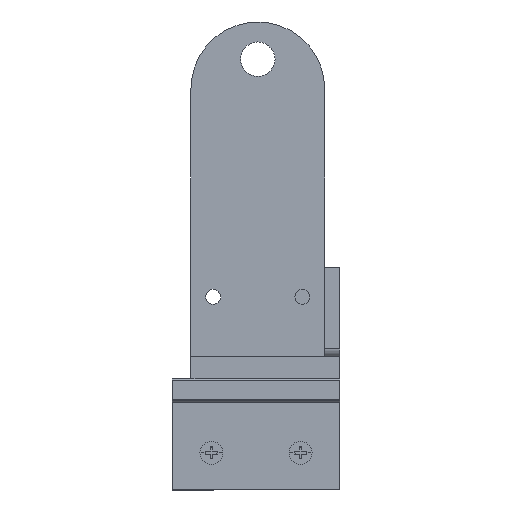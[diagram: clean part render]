
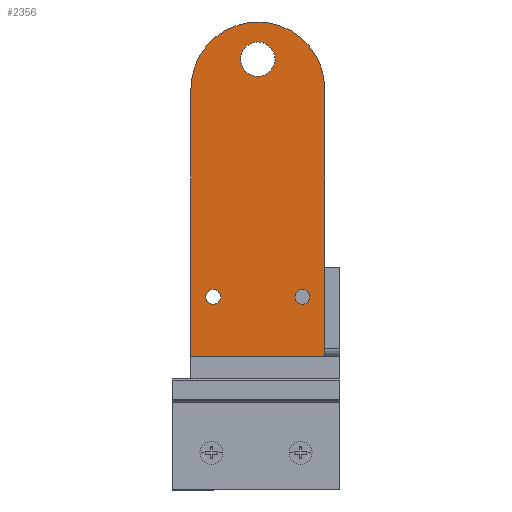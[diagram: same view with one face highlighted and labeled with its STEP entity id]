
A CAD part, left-side view. The second image highlights one B-rep face of the part: STEP entity #2356.
In plain terms, the highlighted face is planar.
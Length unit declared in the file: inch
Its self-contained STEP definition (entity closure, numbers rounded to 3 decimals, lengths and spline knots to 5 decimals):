
#166 = PLANE ( 'NONE',  #5423 ) ;
#223 = CARTESIAN_POINT ( 'NONE',  ( 4.5, 1.125, 0.375 ) ) ;
#519 = EDGE_CURVE ( 'NONE', #3593, #5694, #5278, .T. ) ;
#535 = EDGE_CURVE ( 'NONE', #996, #5093, #1869, .T. ) ;
#651 = CARTESIAN_POINT ( 'NONE',  ( 4.71095, 1.125, 0.375 ) ) ;
#653 = EDGE_LOOP ( 'NONE', ( #1186, #3724 ) ) ;
#767 = DIRECTION ( 'NONE',  ( -1., 0., 0. ) ) ;
#947 = VERTEX_POINT ( 'NONE', #651 ) ;
#996 = VERTEX_POINT ( 'NONE', #2062 ) ;
#1005 = CIRCLE ( 'NONE', #5016, 0.125 ) ;
#1088 = DIRECTION ( 'NONE',  ( 0., 0., 1. ) ) ;
#1101 = CARTESIAN_POINT ( 'NONE',  ( 4.5, 1.125, 0.375 ) ) ;
#1143 = ORIENTED_EDGE ( 'NONE', *, *, #3897, .T. ) ;
#1162 = DIRECTION ( 'NONE',  ( 1., 0., 0. ) ) ;
#1186 = ORIENTED_EDGE ( 'NONE', *, *, #2078, .F. ) ;
#1244 = EDGE_LOOP ( 'NONE', ( #3087, #3948 ) ) ;
#1513 = DIRECTION ( 'NONE',  ( 1., 0., 0. ) ) ;
#1578 = FACE_OUTER_BOUND ( 'NONE', #5957, .T. ) ;
#1633 = DIRECTION ( 'NONE',  ( -1., 0., 0. ) ) ;
#1735 = EDGE_CURVE ( 'NONE', #947, #2420, #4860, .T. ) ;
#1869 = LINE ( 'NONE', #5357, #6098 ) ;
#1905 = DIRECTION ( 'NONE',  ( -1., 0., 0. ) ) ;
#1913 = AXIS2_PLACEMENT_3D ( 'NONE', #4308, #2877, #3891 ) ;
#1937 = CARTESIAN_POINT ( 'NONE',  ( 1., 1.875, 0.375 ) ) ;
#2062 = CARTESIAN_POINT ( 'NONE',  ( 4.5, 2.25, 0.375 ) ) ;
#2078 = EDGE_CURVE ( 'NONE', #5694, #3593, #3153, .T. ) ;
#2090 = CARTESIAN_POINT ( 'NONE',  ( 4.5, 0., 0.375 ) ) ;
#2281 = VECTOR ( 'NONE', #4004, 39.37008 ) ;
#2282 = VERTEX_POINT ( 'NONE', #2090 ) ;
#2356 = ADVANCED_FACE ( 'NONE', ( #6029, #3033, #4107, #1578 ), #166, .F. ) ;
#2419 = DIRECTION ( 'NONE',  ( 1., 0., 0. ) ) ;
#2420 = VERTEX_POINT ( 'NONE', #3668 ) ;
#2456 = EDGE_LOOP ( 'NONE', ( #5688, #4816 ) ) ;
#2480 = VECTOR ( 'NONE', #5900, 39.37008 ) ;
#2483 = DIRECTION ( 'NONE',  ( 0., 0., 1. ) ) ;
#2700 = DIRECTION ( 'NONE',  ( 0., 0., 1. ) ) ;
#2782 = AXIS2_PLACEMENT_3D ( 'NONE', #5929, #1088, #1513 ) ;
#2857 = CARTESIAN_POINT ( 'NONE',  ( 1., 0.375, 0.375 ) ) ;
#2877 = DIRECTION ( 'NONE',  ( 0., 0., 1. ) ) ;
#2893 = AXIS2_PLACEMENT_3D ( 'NONE', #223, #2700, #767 ) ;
#2974 = CARTESIAN_POINT ( 'NONE',  ( 0., 0., 0.375 ) ) ;
#2989 = CIRCLE ( 'NONE', #2782, 0.28905 ) ;
#3033 = FACE_BOUND ( 'NONE', #2456, .T. ) ;
#3087 = ORIENTED_EDGE ( 'NONE', *, *, #4043, .F. ) ;
#3090 = CARTESIAN_POINT ( 'NONE',  ( 5., 1.125, 0.375 ) ) ;
#3153 = CIRCLE ( 'NONE', #1913, 0.125 ) ;
#3198 = CIRCLE ( 'NONE', #2893, 1.125 ) ;
#3383 = LINE ( 'NONE', #3790, #2480 ) ;
#3593 = VERTEX_POINT ( 'NONE', #4962 ) ;
#3668 = CARTESIAN_POINT ( 'NONE',  ( 5.28905, 1.125, 0.375 ) ) ;
#3724 = ORIENTED_EDGE ( 'NONE', *, *, #519, .F. ) ;
#3790 = CARTESIAN_POINT ( 'NONE',  ( 0., 0., 0.375 ) ) ;
#3891 = DIRECTION ( 'NONE',  ( 1., 0., 0. ) ) ;
#3897 = EDGE_CURVE ( 'NONE', #2282, #996, #3198, .T. ) ;
#3919 = EDGE_CURVE ( 'NONE', #5093, #5839, #3383, .T. ) ;
#3948 = ORIENTED_EDGE ( 'NONE', *, *, #1735, .F. ) ;
#3970 = VERTEX_POINT ( 'NONE', #4855 ) ;
#4004 = DIRECTION ( 'NONE',  ( 1., 0., 0. ) ) ;
#4039 = CARTESIAN_POINT ( 'NONE',  ( 0., 0., 0.375 ) ) ;
#4043 = EDGE_CURVE ( 'NONE', #2420, #947, #2989, .T. ) ;
#4076 = ORIENTED_EDGE ( 'NONE', *, *, #3919, .T. ) ;
#4079 = DIRECTION ( 'NONE',  ( 0., 0., -1. ) ) ;
#4105 = DIRECTION ( 'NONE',  ( 0., 0., 1. ) ) ;
#4107 = FACE_BOUND ( 'NONE', #1244, .T. ) ;
#4224 = DIRECTION ( 'NONE',  ( 1., 0., 0. ) ) ;
#4308 = CARTESIAN_POINT ( 'NONE',  ( 1., 1.875, 0.375 ) ) ;
#4390 = AXIS2_PLACEMENT_3D ( 'NONE', #2857, #5364, #4224 ) ;
#4446 = DIRECTION ( 'NONE',  ( 0., 0., 1. ) ) ;
#4453 = DIRECTION ( 'NONE',  ( 1., 0., 0. ) ) ;
#4490 = CIRCLE ( 'NONE', #4390, 0.125 ) ;
#4632 = EDGE_CURVE ( 'NONE', #5839, #2282, #5926, .T. ) ;
#4810 = CARTESIAN_POINT ( 'NONE',  ( 1.125, 1.875, 0.375 ) ) ;
#4816 = ORIENTED_EDGE ( 'NONE', *, *, #5193, .F. ) ;
#4855 = CARTESIAN_POINT ( 'NONE',  ( 0.875, 0.375, 0.375 ) ) ;
#4860 = CIRCLE ( 'NONE', #5602, 0.28905 ) ;
#4962 = CARTESIAN_POINT ( 'NONE',  ( 0.875, 1.875, 0.375 ) ) ;
#5016 = AXIS2_PLACEMENT_3D ( 'NONE', #5427, #2483, #4453 ) ;
#5074 = VERTEX_POINT ( 'NONE', #5827 ) ;
#5093 = VERTEX_POINT ( 'NONE', #5454 ) ;
#5177 = ORIENTED_EDGE ( 'NONE', *, *, #535, .T. ) ;
#5193 = EDGE_CURVE ( 'NONE', #3970, #5074, #1005, .T. ) ;
#5278 = CIRCLE ( 'NONE', #5993, 0.125 ) ;
#5357 = CARTESIAN_POINT ( 'NONE',  ( 0., 2.25, 0.375 ) ) ;
#5364 = DIRECTION ( 'NONE',  ( 0., 0., 1. ) ) ;
#5423 = AXIS2_PLACEMENT_3D ( 'NONE', #1101, #4079, #1633 ) ;
#5427 = CARTESIAN_POINT ( 'NONE',  ( 1., 0.375, 0.375 ) ) ;
#5454 = CARTESIAN_POINT ( 'NONE',  ( 0., 2.25, 0.375 ) ) ;
#5602 = AXIS2_PLACEMENT_3D ( 'NONE', #3090, #4105, #1162 ) ;
#5622 = EDGE_CURVE ( 'NONE', #5074, #3970, #4490, .T. ) ;
#5688 = ORIENTED_EDGE ( 'NONE', *, *, #5622, .F. ) ;
#5694 = VERTEX_POINT ( 'NONE', #4810 ) ;
#5805 = ORIENTED_EDGE ( 'NONE', *, *, #4632, .T. ) ;
#5827 = CARTESIAN_POINT ( 'NONE',  ( 1.125, 0.375, 0.375 ) ) ;
#5839 = VERTEX_POINT ( 'NONE', #2974 ) ;
#5900 = DIRECTION ( 'NONE',  ( 0., -1., 0. ) ) ;
#5926 = LINE ( 'NONE', #4039, #2281 ) ;
#5929 = CARTESIAN_POINT ( 'NONE',  ( 5., 1.125, 0.375 ) ) ;
#5957 = EDGE_LOOP ( 'NONE', ( #4076, #5805, #1143, #5177 ) ) ;
#5993 = AXIS2_PLACEMENT_3D ( 'NONE', #1937, #4446, #2419 ) ;
#6029 = FACE_BOUND ( 'NONE', #653, .T. ) ;
#6098 = VECTOR ( 'NONE', #1905, 39.37008 ) ;
